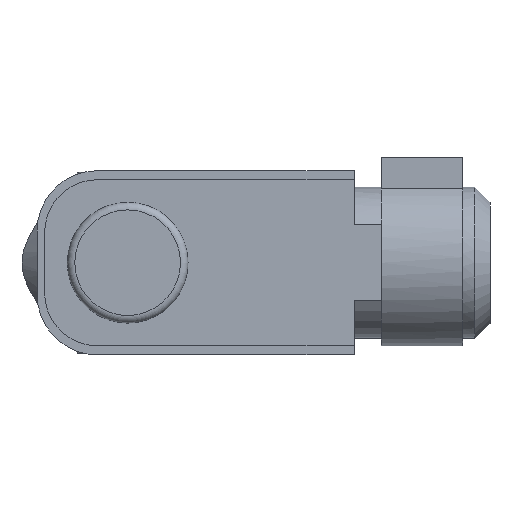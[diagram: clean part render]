
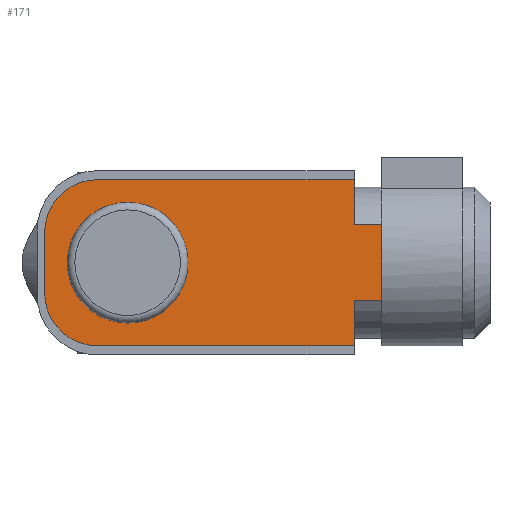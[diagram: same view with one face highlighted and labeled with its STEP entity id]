
A CAD part, top view. The second image highlights one B-rep face of the part: STEP entity #171.
In plain terms, the highlighted planar face has unit normal (0, 0, 1).
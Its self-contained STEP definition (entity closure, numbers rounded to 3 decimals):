
#171 = ADVANCED_FACE( '', ( #357, #358 ), #359, .T. );
#357 = FACE_BOUND( '', #540, .T. );
#358 = FACE_OUTER_BOUND( '', #541, .T. );
#359 = PLANE( '', #542 );
#540 = EDGE_LOOP( '', ( #961 ) );
#541 = EDGE_LOOP( '', ( #962, #963, #964, #965, #966, #967, #968, #969, #970, #971 ) );
#542 = AXIS2_PLACEMENT_3D( '', #972, #973, #974 );
#961 = ORIENTED_EDGE( '', *, *, #1118, .T. );
#962 = ORIENTED_EDGE( '', *, *, #1192, .F. );
#963 = ORIENTED_EDGE( '', *, *, #1181, .T. );
#964 = ORIENTED_EDGE( '', *, *, #1099, .T. );
#965 = ORIENTED_EDGE( '', *, *, #1023, .T. );
#966 = ORIENTED_EDGE( '', *, *, #1158, .T. );
#967 = ORIENTED_EDGE( '', *, *, #1161, .T. );
#968 = ORIENTED_EDGE( '', *, *, #1168, .T. );
#969 = ORIENTED_EDGE( '', *, *, #1079, .T. );
#970 = ORIENTED_EDGE( '', *, *, #1193, .T. );
#971 = ORIENTED_EDGE( '', *, *, #1178, .F. );
#972 = CARTESIAN_POINT( '', ( 13., 2.5, 6.45 ) );
#973 = DIRECTION( '', ( 0., 0., 1. ) );
#974 = DIRECTION( '', ( 1., 0., 0. ) );
#1023 = EDGE_CURVE( '', #1203, #1201, #1204, .T. );
#1079 = EDGE_CURVE( '', #1288, #1296, #1298, .T. );
#1099 = EDGE_CURVE( '', #1330, #1203, #1331, .T. );
#1118 = EDGE_CURVE( '', #1361, #1361, #1362, .F. );
#1158 = EDGE_CURVE( '', #1201, #1415, #1417, .T. );
#1161 = EDGE_CURVE( '', #1415, #1419, #1421, .T. );
#1168 = EDGE_CURVE( '', #1419, #1288, #1429, .T. );
#1178 = EDGE_CURVE( '', #1439, #1441, #1442, .T. );
#1181 = EDGE_CURVE( '', #1445, #1330, #1446, .T. );
#1192 = EDGE_CURVE( '', #1445, #1439, #1457, .T. );
#1193 = EDGE_CURVE( '', #1296, #1441, #1458, .T. );
#1201 = VERTEX_POINT( '', #1466 );
#1203 = VERTEX_POINT( '', #1469 );
#1204 = CIRCLE( '', #1470, 3.5 );
#1288 = VERTEX_POINT( '', #1749 );
#1296 = VERTEX_POINT( '', #1761 );
#1298 = LINE( '', #1764, #1765 );
#1330 = VERTEX_POINT( '', #1807 );
#1331 = LINE( '', #1808, #1809 );
#1361 = VERTEX_POINT( '', #1846 );
#1362 = CIRCLE( '', #1847, 3. );
#1415 = VERTEX_POINT( '', #1919 );
#1417 = LINE( '', #1922, #1923 );
#1419 = VERTEX_POINT( '', #1925 );
#1421 = CIRCLE( '', #1928, 3.5 );
#1429 = LINE( '', #1937, #1938 );
#1439 = VERTEX_POINT( '', #1950 );
#1441 = VERTEX_POINT( '', #1953 );
#1442 = LINE( '', #1954, #1955 );
#1445 = VERTEX_POINT( '', #1959 );
#1446 = LINE( '', #1960, #1961 );
#1457 = LINE( '', #1976, #1977 );
#1458 = LINE( '', #1978, #1979 );
#1466 = CARTESIAN_POINT( '', ( -5.5, 2., 6.45 ) );
#1469 = CARTESIAN_POINT( '', ( -2., 5.5, 6.45 ) );
#1470 = AXIS2_PLACEMENT_3D( '', #1986, #1987, #1988 );
#1749 = CARTESIAN_POINT( '', ( 15., -5.5, 6.45 ) );
#1761 = CARTESIAN_POINT( '', ( 15., -2.5, 6.45 ) );
#1764 = CARTESIAN_POINT( '', ( 15., -5.5, 6.45 ) );
#1765 = VECTOR( '', #2037, 1000. );
#1807 = CARTESIAN_POINT( '', ( 15., 5.5, 6.45 ) );
#1808 = CARTESIAN_POINT( '', ( 15., 5.5, 6.45 ) );
#1809 = VECTOR( '', #2063, 1000. );
#1846 = CARTESIAN_POINT( '', ( 3., 0., 6.45 ) );
#1847 = AXIS2_PLACEMENT_3D( '', #2089, #2090, #2091 );
#1919 = CARTESIAN_POINT( '', ( -5.5, -2., 6.45 ) );
#1922 = CARTESIAN_POINT( '', ( -5.5, 2., 6.45 ) );
#1923 = VECTOR( '', #2136, 1000. );
#1925 = CARTESIAN_POINT( '', ( -2., -5.5, 6.45 ) );
#1928 = AXIS2_PLACEMENT_3D( '', #2138, #2139, #2140 );
#1937 = CARTESIAN_POINT( '', ( -2., -5.5, 6.45 ) );
#1938 = VECTOR( '', #2145, 1000. );
#1950 = CARTESIAN_POINT( '', ( 16.8, 2.5, 6.45 ) );
#1953 = CARTESIAN_POINT( '', ( 16.8, -2.5, 6.45 ) );
#1954 = CARTESIAN_POINT( '', ( 16.8, 2.5, 6.45 ) );
#1955 = VECTOR( '', #2152, 1000. );
#1959 = CARTESIAN_POINT( '', ( 15., 2.5, 6.45 ) );
#1960 = CARTESIAN_POINT( '', ( 15., -5.5, 6.45 ) );
#1961 = VECTOR( '', #2154, 1000. );
#1976 = CARTESIAN_POINT( '', ( 13., 2.5, 6.45 ) );
#1977 = VECTOR( '', #2159, 1000. );
#1978 = CARTESIAN_POINT( '', ( 13., -2.5, 6.45 ) );
#1979 = VECTOR( '', #2160, 1000. );
#1986 = CARTESIAN_POINT( '', ( -2., 2., 6.45 ) );
#1987 = DIRECTION( '', ( 0., 0., 1. ) );
#1988 = DIRECTION( '', ( 1., 0., 0. ) );
#2037 = DIRECTION( '', ( 0., 1., 0. ) );
#2063 = DIRECTION( '', ( -1., 0., 0. ) );
#2089 = CARTESIAN_POINT( '', ( 0., 0., 6.45 ) );
#2090 = DIRECTION( '', ( 0., 0., 1. ) );
#2091 = DIRECTION( '', ( 1., 0., 0. ) );
#2136 = DIRECTION( '', ( 0., -1., 0. ) );
#2138 = CARTESIAN_POINT( '', ( -2., -2., 6.45 ) );
#2139 = DIRECTION( '', ( 0., 0., 1. ) );
#2140 = DIRECTION( '', ( 1., 0., 0. ) );
#2145 = DIRECTION( '', ( 1., 0., 0. ) );
#2152 = DIRECTION( '', ( 0., -1., 0. ) );
#2154 = DIRECTION( '', ( 0., 1., 0. ) );
#2159 = DIRECTION( '', ( 1., 0., 0. ) );
#2160 = DIRECTION( '', ( 1., 0., 0. ) );
